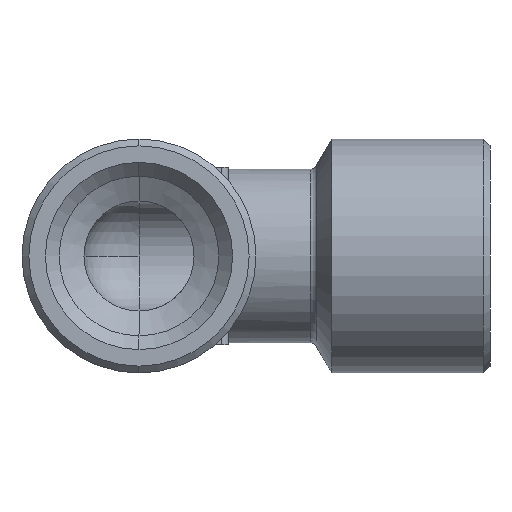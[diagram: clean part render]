
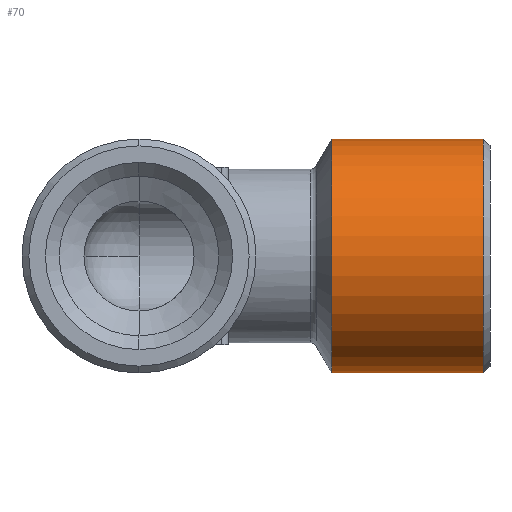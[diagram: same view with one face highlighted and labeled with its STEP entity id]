
A CAD part, front view. The second image highlights one B-rep face of the part: STEP entity #70.
In plain terms, the highlighted cylindrical face has radius 8.5 mm (diameter 17 mm), a partial arc.
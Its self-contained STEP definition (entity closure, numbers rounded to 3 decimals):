
#63 = ORIENTED_EDGE ( 'NONE', *, *, #122, .F. ) ;
#64 = ORIENTED_EDGE ( 'NONE', *, *, #73, .T. ) ;
#65 = ORIENTED_EDGE ( 'NONE', *, *, #139, .F. ) ;
#70 = ADVANCED_FACE ( 'NONE', ( #401 ), #400, .T. ) ;
#73 = EDGE_CURVE ( 'NONE', #136, #135, #398, .T. ) ;
#74 = ORIENTED_EDGE ( 'NONE', *, *, #144, .T. ) ;
#75 = EDGE_LOOP ( 'NONE', ( #65, #64, #74, #63 ) ) ;
#122 = EDGE_CURVE ( 'NONE', #127, #124, #438, .T. ) ;
#124 = VERTEX_POINT ( 'NONE', #489 ) ;
#127 = VERTEX_POINT ( 'NONE', #483 ) ;
#135 = VERTEX_POINT ( 'NONE', #520 ) ;
#136 = VERTEX_POINT ( 'NONE', #519 ) ;
#139 = EDGE_CURVE ( 'NONE', #136, #127, #518, .T. ) ;
#144 = EDGE_CURVE ( 'NONE', #135, #124, #509, .T. ) ;
#390 = DIRECTION ( 'NONE',  ( 0., 0., 1. ) ) ;
#391 = DIRECTION ( 'NONE',  ( -1., 0., 0. ) ) ;
#392 = CARTESIAN_POINT ( 'NONE',  ( 25., 0., 0. ) ) ;
#393 = AXIS2_PLACEMENT_3D ( 'NONE', #392, #391, #390 ) ;
#394 = DIRECTION ( 'NONE',  ( 0., 0., 1. ) ) ;
#395 = DIRECTION ( 'NONE',  ( -1., 0., 0. ) ) ;
#396 = AXIS2_PLACEMENT_3D ( 'NONE', #399, #395, #394 ) ;
#398 = CIRCLE ( 'NONE', #393, 8.5 ) ;
#399 = CARTESIAN_POINT ( 'NONE',  ( -9.788, 0., 0. ) ) ;
#400 = CYLINDRICAL_SURFACE ( 'NONE', #396, 8.5 ) ;
#401 = FACE_OUTER_BOUND ( 'NONE', #75, .T. ) ;
#434 = DIRECTION ( 'NONE',  ( 0., 0., 1. ) ) ;
#435 = DIRECTION ( 'NONE',  ( -1., 0., 0. ) ) ;
#436 = CARTESIAN_POINT ( 'NONE',  ( 14., 0., 0. ) ) ;
#437 = AXIS2_PLACEMENT_3D ( 'NONE', #436, #435, #434 ) ;
#438 = CIRCLE ( 'NONE', #437, 8.5 ) ;
#483 = CARTESIAN_POINT ( 'NONE',  ( 14., 0., -8.5 ) ) ;
#489 = CARTESIAN_POINT ( 'NONE',  ( 14., 0., 8.5 ) ) ;
#506 = DIRECTION ( 'NONE',  ( -1., 0., 0. ) ) ;
#507 = VECTOR ( 'NONE', #506, 1000. ) ;
#508 = CARTESIAN_POINT ( 'NONE',  ( -9.788, 0., 8.5 ) ) ;
#509 = LINE ( 'NONE', #508, #507 ) ;
#515 = DIRECTION ( 'NONE',  ( -1., 0., 0. ) ) ;
#516 = VECTOR ( 'NONE', #515, 1000. ) ;
#517 = CARTESIAN_POINT ( 'NONE',  ( -9.788, 0., -8.5 ) ) ;
#518 = LINE ( 'NONE', #517, #516 ) ;
#519 = CARTESIAN_POINT ( 'NONE',  ( 25., 0., -8.5 ) ) ;
#520 = CARTESIAN_POINT ( 'NONE',  ( 25., 0., 8.5 ) ) ;
